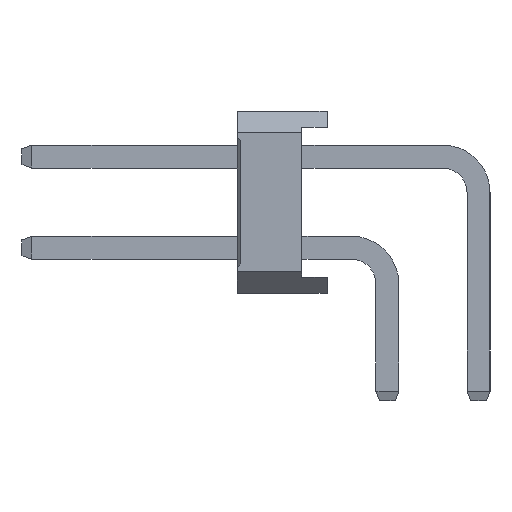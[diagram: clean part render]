
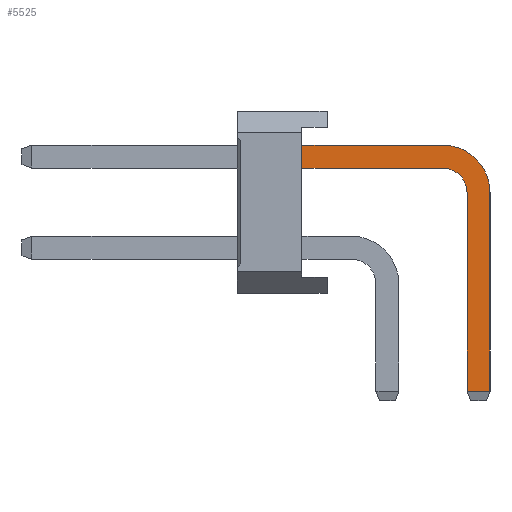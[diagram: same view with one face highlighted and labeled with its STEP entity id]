
A CAD part, left-side view. The second image highlights one B-rep face of the part: STEP entity #5525.
In plain terms, the highlighted planar face has unit normal (-1, 0, 0).
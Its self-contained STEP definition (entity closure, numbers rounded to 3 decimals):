
#5525=ADVANCED_FACE('',(#17895),#17897,.T.);
#17895=FACE_BOUND('',#17896,.T.);
#17896=EDGE_LOOP('',(#27657,#27658,#27659,#27660,#27661,#27662,#27663,#27664));
#17897=PLANE('',#17898);
#17898=AXIS2_PLACEMENT_3D('',#17899,#17900,#17901);
#17899=CARTESIAN_POINT('',(-0.32,-2.22,-3.));
#17900=DIRECTION('',(-1.,0.,0.));
#17901=DIRECTION('',(0.,-1.,0.));
#27657=ORIENTED_EDGE('',*,*,#33626,.T.);
#27658=ORIENTED_EDGE('',*,*,#33627,.T.);
#27659=ORIENTED_EDGE('',*,*,#33628,.T.);
#27660=ORIENTED_EDGE('',*,*,#33629,.T.);
#27661=ORIENTED_EDGE('',*,*,#32059,.T.);
#27662=ORIENTED_EDGE('',*,*,#33625,.F.);
#27663=ORIENTED_EDGE('',*,*,#33630,.F.);
#27664=ORIENTED_EDGE('',*,*,#33631,.F.);
#32059=EDGE_CURVE('',#36438,#36436,#36439,.T.);
#33625=EDGE_CURVE('',#38910,#36436,#38912,.T.);
#33626=EDGE_CURVE('',#38913,#38914,#38915,.T.);
#33627=EDGE_CURVE('',#38914,#38916,#38917,.T.);
#33628=EDGE_CURVE('',#38916,#38918,#38919,.T.);
#33629=EDGE_CURVE('',#38918,#36438,#38920,.T.);
#33630=EDGE_CURVE('',#38921,#38910,#38922,.T.);
#33631=EDGE_CURVE('',#38913,#38921,#38923,.T.);
#36436=VERTEX_POINT('',#43834);
#36438=VERTEX_POINT('',#43838);
#36439=LINE('',#43839,#43840);
#38910=VERTEX_POINT('',#49542);
#38912=LINE('',#49546,#49547);
#38913=VERTEX_POINT('',#49549);
#38914=VERTEX_POINT('',#49550);
#38915=LINE('',#49551,#49552);
#38916=VERTEX_POINT('',#49554);
#38917=LINE('',#49555,#49556);
#38918=VERTEX_POINT('',#49558);
#38919=CIRCLE('',#49559,1.32);
#38920=LINE('',#49563,#49564);
#38921=VERTEX_POINT('',#49566);
#38922=CIRCLE('',#49567,0.68);
#38923=LINE('',#49571,#49572);
#43834=CARTESIAN_POINT('',(-0.32,2.38,3.49));
#43838=CARTESIAN_POINT('',(-0.32,2.38,4.13));
#43839=CARTESIAN_POINT('',(-0.32,2.38,4.13));
#43840=VECTOR('',#43841,1.);
#43841=DIRECTION('',(0.,0.,-1.));
#49542=CARTESIAN_POINT('',(-0.32,-1.54,3.49));
#49546=CARTESIAN_POINT('',(-0.32,-1.54,3.49));
#49547=VECTOR('',#49548,1.);
#49548=DIRECTION('',(0.,1.,0.));
#49549=CARTESIAN_POINT('',(-0.32,-2.22,-2.725));
#49550=CARTESIAN_POINT('',(-0.32,-2.86,-2.725));
#49551=CARTESIAN_POINT('',(-0.32,-2.22,-2.725));
#49552=VECTOR('',#49553,1.);
#49553=DIRECTION('',(0.,-1.,0.));
#49554=CARTESIAN_POINT('',(-0.32,-2.86,2.81));
#49555=CARTESIAN_POINT('',(-0.32,-2.86,-2.725));
#49556=VECTOR('',#49557,1.);
#49557=DIRECTION('',(0.,0.,1.));
#49558=CARTESIAN_POINT('',(-0.32,-1.54,4.13));
#49559=AXIS2_PLACEMENT_3D('',#49560,#49561,#49562);
#49560=CARTESIAN_POINT('',(-0.32,-1.54,2.81));
#49561=DIRECTION('',(-1.,0.,0.));
#49562=DIRECTION('',(0.,-1.,0.));
#49563=CARTESIAN_POINT('',(-0.32,-1.54,4.13));
#49564=VECTOR('',#49565,1.);
#49565=DIRECTION('',(0.,1.,0.));
#49566=CARTESIAN_POINT('',(-0.32,-2.22,2.81));
#49567=AXIS2_PLACEMENT_3D('',#49568,#49569,#49570);
#49568=CARTESIAN_POINT('',(-0.32,-1.54,2.81));
#49569=DIRECTION('',(-1.,0.,0.));
#49570=DIRECTION('',(0.,-1.,0.));
#49571=CARTESIAN_POINT('',(-0.32,-2.22,-2.725));
#49572=VECTOR('',#49573,1.);
#49573=DIRECTION('',(0.,0.,1.));
